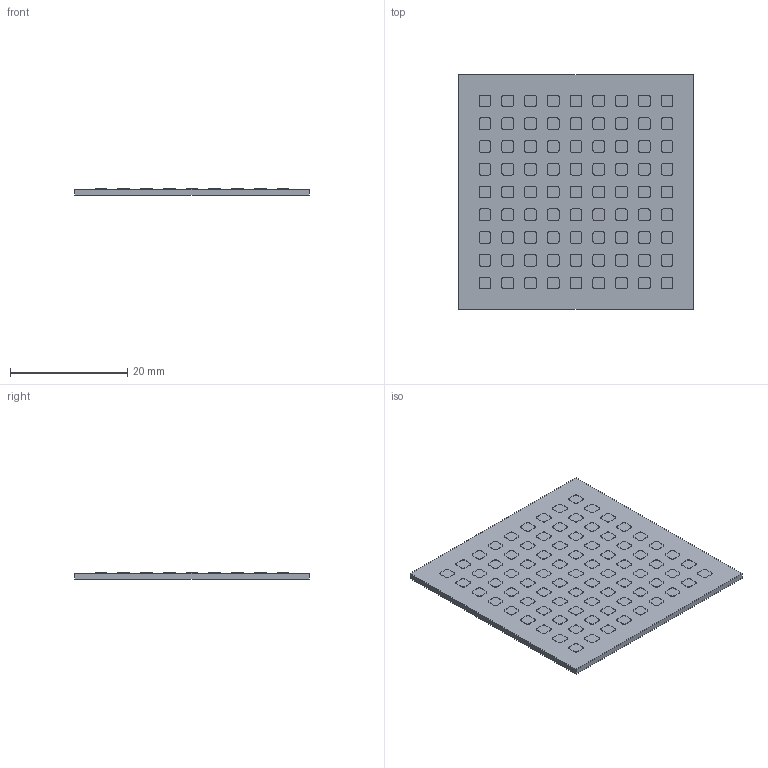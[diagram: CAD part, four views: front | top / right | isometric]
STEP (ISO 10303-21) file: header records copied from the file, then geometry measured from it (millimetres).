
FILE_DESCRIPTION(/* description */ (''),/* implementation_level */ '2;1');
FILE_NAME(/* name */ '9x9pixel_3.87975pitch_2pad.step',/* time_stamp */ '2025-06-10T07:27:25-07:00',/* author */ (''),/* organization */ (''),/* preprocessor_version */ 'ST-DEVELOPER v20.1',/* originating_system */ 'Autodesk Translation Framework v14.10.0.0',/* authorisation */ '');
FILE_SCHEMA (('AUTOMOTIVE_DESIGN { 1 0 10303 214 3 1 1 }'));
Length unit declared in the file: millimetre
Products named in the file (1): 9x9pixel_3.87975pitch_2pad
Bounding box: 40 x 40 x 1.04 mm (x, y, z)
Volume: 1613.5 mm3; surface area: 4011.2 mm2
Topology: 82 solids, 82 shells, 816 faces, 1956 edges, 1304 vertices
Faces by surface type: plane 492, cylinder 324
Entity records: 23767 total; most frequent: DIRECTION 4238, CARTESIAN_POINT 4077, ORIENTED_EDGE 3912, EDGE_CURVE 1956, AXIS2_PLACEMENT_3D 1465, LINE 1308, VECTOR 1308, VERTEX_POINT 1304
